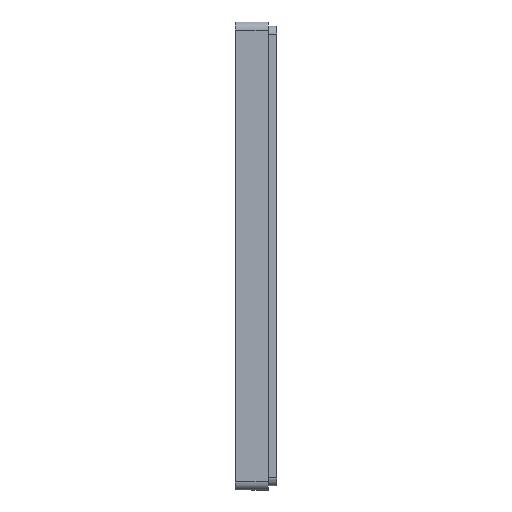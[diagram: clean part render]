
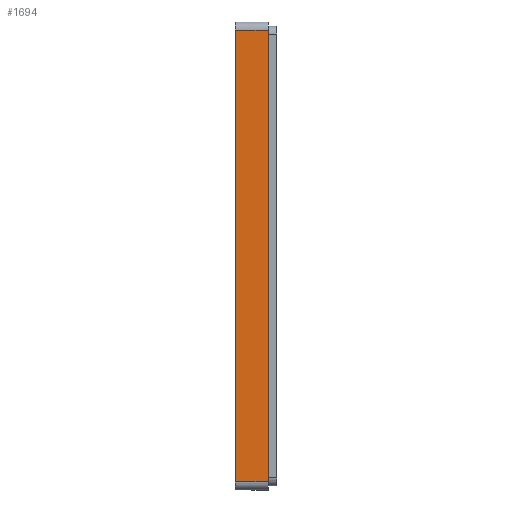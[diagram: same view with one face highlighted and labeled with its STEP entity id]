
A CAD part, left-side view. The second image highlights one B-rep face of the part: STEP entity #1694.
In plain terms, the highlighted planar face has unit normal (-1, 0, 0).
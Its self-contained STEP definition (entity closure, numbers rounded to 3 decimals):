
#126 = ORIENTED_EDGE ( 'NONE', *, *, #2578, .F. ) ;
#283 = CARTESIAN_POINT ( 'NONE',  ( -23.174, 94.428, 10.352 ) ) ;
#453 = CARTESIAN_POINT ( 'NONE',  ( -23.174, 86.428, 122.352 ) ) ;
#518 = VECTOR ( 'NONE', #1029, 1000. ) ;
#558 = VECTOR ( 'NONE', #2729, 1000. ) ;
#734 = CARTESIAN_POINT ( 'NONE',  ( -23.174, 94.428, 120.352 ) ) ;
#760 = ORIENTED_EDGE ( 'NONE', *, *, #3097, .T. ) ;
#897 = VERTEX_POINT ( 'NONE', #1440 ) ;
#1029 = DIRECTION ( 'NONE',  ( 0., -1., 0. ) ) ;
#1062 = VERTEX_POINT ( 'NONE', #1967 ) ;
#1080 = CARTESIAN_POINT ( 'NONE',  ( -23.174, 94.428, 122.352 ) ) ;
#1402 = CARTESIAN_POINT ( 'NONE',  ( -23.174, 94.428, 122.352 ) ) ;
#1412 = DIRECTION ( 'NONE',  ( 0., 1., 0. ) ) ;
#1440 = CARTESIAN_POINT ( 'NONE',  ( -23.174, 94.428, 120.352 ) ) ;
#1591 = VECTOR ( 'NONE', #1782, 1000. ) ;
#1694 = ADVANCED_FACE ( 'NONE', ( #2488 ), #3072, .F. ) ;
#1755 = DIRECTION ( 'NONE',  ( 0., 0., -1. ) ) ;
#1782 = DIRECTION ( 'NONE',  ( 0., 0., 1. ) ) ;
#1833 = VERTEX_POINT ( 'NONE', #2531 ) ;
#1967 = CARTESIAN_POINT ( 'NONE',  ( -23.174, 86.428, 10.352 ) ) ;
#2488 = FACE_OUTER_BOUND ( 'NONE', #3009, .T. ) ;
#2531 = CARTESIAN_POINT ( 'NONE',  ( -23.174, 86.428, 120.352 ) ) ;
#2542 = ORIENTED_EDGE ( 'NONE', *, *, #3314, .T. ) ;
#2578 = EDGE_CURVE ( 'NONE', #1833, #1062, #2871, .T. ) ;
#2729 = DIRECTION ( 'NONE',  ( 0., 0., -1. ) ) ;
#2737 = VERTEX_POINT ( 'NONE', #2854 ) ;
#2854 = CARTESIAN_POINT ( 'NONE',  ( -23.174, 94.428, 10.352 ) ) ;
#2871 = LINE ( 'NONE', #453, #558 ) ;
#2941 = AXIS2_PLACEMENT_3D ( 'NONE', #1080, #3407, #1755 ) ;
#3009 = EDGE_LOOP ( 'NONE', ( #2542, #126, #760, #3698 ) ) ;
#3072 = PLANE ( 'NONE',  #2941 ) ;
#3097 = EDGE_CURVE ( 'NONE', #1833, #897, #3360, .T. ) ;
#3314 = EDGE_CURVE ( 'NONE', #2737, #1062, #4144, .T. ) ;
#3351 = LINE ( 'NONE', #1402, #1591 ) ;
#3360 = LINE ( 'NONE', #734, #3629 ) ;
#3407 = DIRECTION ( 'NONE',  ( 1., 0., 0. ) ) ;
#3629 = VECTOR ( 'NONE', #1412, 1000. ) ;
#3698 = ORIENTED_EDGE ( 'NONE', *, *, #4126, .F. ) ;
#4126 = EDGE_CURVE ( 'NONE', #2737, #897, #3351, .T. ) ;
#4144 = LINE ( 'NONE', #283, #518 ) ;
